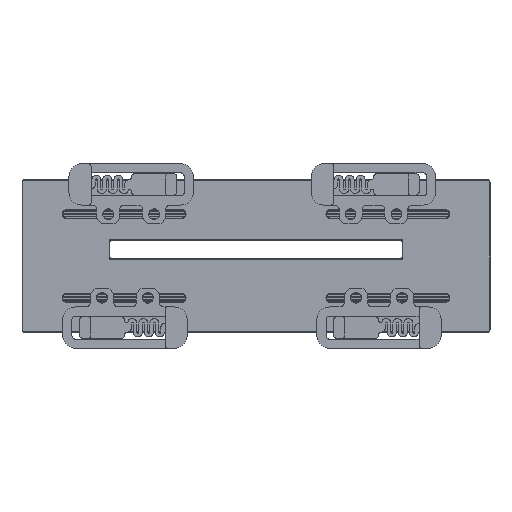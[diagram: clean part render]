
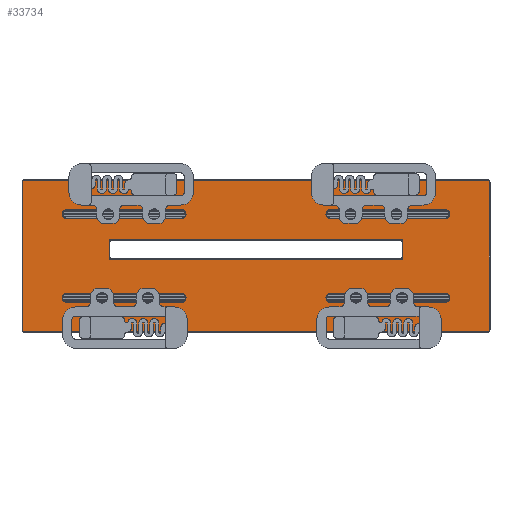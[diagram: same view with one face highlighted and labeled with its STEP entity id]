
A CAD part, front view. The second image highlights one B-rep face of the part: STEP entity #33734.
In plain terms, the highlighted planar face has unit normal (0, -1, 0).
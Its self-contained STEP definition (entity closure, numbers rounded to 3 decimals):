
#531=FACE_BOUND('',#5059,.T.);
#532=FACE_BOUND('',#5060,.T.);
#533=FACE_BOUND('',#5061,.T.);
#534=FACE_BOUND('',#5062,.T.);
#535=FACE_BOUND('',#5063,.T.);
#1231=CIRCLE('',#35953,2.);
#1232=CIRCLE('',#35954,2.);
#1233=CIRCLE('',#35955,2.);
#1234=CIRCLE('',#35956,2.);
#1235=CIRCLE('',#35957,2.);
#1236=CIRCLE('',#35958,2.);
#1237=CIRCLE('',#35959,2.);
#1238=CIRCLE('',#35960,2.);
#3055=FACE_OUTER_BOUND('',#5058,.T.);
#5058=EDGE_LOOP('',(#30411,#30412,#30413,#30414));
#5059=EDGE_LOOP('',(#30415,#30416,#30417,#30418));
#5060=EDGE_LOOP('',(#30419,#30420,#30421,#30422));
#5061=EDGE_LOOP('',(#30423,#30424,#30425,#30426));
#5062=EDGE_LOOP('',(#30427,#30428,#30429,#30430));
#5063=EDGE_LOOP('',(#30431,#30432,#30433,#30434));
#9058=LINE('',#56807,#13122);
#9064=LINE('',#56822,#13128);
#9085=LINE('',#56887,#13149);
#9102=LINE('',#56955,#13166);
#9105=LINE('',#56964,#13169);
#9106=LINE('',#56966,#13170);
#9107=LINE('',#56968,#13171);
#9108=LINE('',#56969,#13172);
#9109=LINE('',#56972,#13173);
#9110=LINE('',#56976,#13174);
#9111=LINE('',#56980,#13175);
#9112=LINE('',#56984,#13176);
#9113=LINE('',#56988,#13177);
#9114=LINE('',#56992,#13178);
#9115=LINE('',#56998,#13179);
#9116=LINE('',#57001,#13180);
#13122=VECTOR('',#44047,10.);
#13128=VECTOR('',#44063,10.);
#13149=VECTOR('',#44132,10.);
#13166=VECTOR('',#44215,10.);
#13169=VECTOR('',#44226,10.);
#13170=VECTOR('',#44227,10.);
#13171=VECTOR('',#44228,10.);
#13172=VECTOR('',#44229,10.);
#13173=VECTOR('',#44230,10.);
#13174=VECTOR('',#44233,10.);
#13175=VECTOR('',#44236,10.);
#13176=VECTOR('',#44239,10.);
#13177=VECTOR('',#44242,10.);
#13178=VECTOR('',#44245,10.);
#13179=VECTOR('',#44250,10.);
#13180=VECTOR('',#44253,10.);
#16290=VERTEX_POINT('',#56804);
#16291=VERTEX_POINT('',#56806);
#16295=VERTEX_POINT('',#56820);
#16315=VERTEX_POINT('',#56885);
#16334=VERTEX_POINT('',#56962);
#16335=VERTEX_POINT('',#56963);
#16336=VERTEX_POINT('',#56965);
#16337=VERTEX_POINT('',#56967);
#16338=VERTEX_POINT('',#56970);
#16339=VERTEX_POINT('',#56971);
#16340=VERTEX_POINT('',#56973);
#16341=VERTEX_POINT('',#56975);
#16342=VERTEX_POINT('',#56978);
#16343=VERTEX_POINT('',#56979);
#16344=VERTEX_POINT('',#56981);
#16345=VERTEX_POINT('',#56983);
#16346=VERTEX_POINT('',#56986);
#16347=VERTEX_POINT('',#56987);
#16348=VERTEX_POINT('',#56989);
#16349=VERTEX_POINT('',#56991);
#16350=VERTEX_POINT('',#56994);
#16351=VERTEX_POINT('',#56995);
#16352=VERTEX_POINT('',#56997);
#16353=VERTEX_POINT('',#56999);
#20970=EDGE_CURVE('',#16290,#16291,#9058,.T.);
#20978=EDGE_CURVE('',#16295,#16290,#9064,.T.);
#21011=EDGE_CURVE('',#16315,#16295,#9085,.T.);
#21046=EDGE_CURVE('',#16291,#16315,#9102,.T.);
#21049=EDGE_CURVE('',#16334,#16335,#9105,.T.);
#21050=EDGE_CURVE('',#16336,#16334,#9106,.T.);
#21051=EDGE_CURVE('',#16337,#16336,#9107,.T.);
#21052=EDGE_CURVE('',#16335,#16337,#9108,.T.);
#21053=EDGE_CURVE('',#16338,#16339,#9109,.T.);
#21054=EDGE_CURVE('',#16340,#16338,#1231,.T.);
#21055=EDGE_CURVE('',#16341,#16340,#9110,.T.);
#21056=EDGE_CURVE('',#16339,#16341,#1232,.T.);
#21057=EDGE_CURVE('',#16342,#16343,#9111,.T.);
#21058=EDGE_CURVE('',#16344,#16342,#1233,.T.);
#21059=EDGE_CURVE('',#16345,#16344,#9112,.T.);
#21060=EDGE_CURVE('',#16343,#16345,#1234,.T.);
#21061=EDGE_CURVE('',#16346,#16347,#9113,.T.);
#21062=EDGE_CURVE('',#16348,#16346,#1235,.T.);
#21063=EDGE_CURVE('',#16349,#16348,#9114,.T.);
#21064=EDGE_CURVE('',#16347,#16349,#1236,.T.);
#21065=EDGE_CURVE('',#16350,#16351,#1237,.T.);
#21066=EDGE_CURVE('',#16352,#16350,#9115,.T.);
#21067=EDGE_CURVE('',#16353,#16352,#1238,.T.);
#21068=EDGE_CURVE('',#16351,#16353,#9116,.T.);
#30411=ORIENTED_EDGE('',*,*,#21046,.F.);
#30412=ORIENTED_EDGE('',*,*,#20970,.F.);
#30413=ORIENTED_EDGE('',*,*,#20978,.F.);
#30414=ORIENTED_EDGE('',*,*,#21011,.F.);
#30415=ORIENTED_EDGE('',*,*,#21049,.F.);
#30416=ORIENTED_EDGE('',*,*,#21050,.F.);
#30417=ORIENTED_EDGE('',*,*,#21051,.F.);
#30418=ORIENTED_EDGE('',*,*,#21052,.F.);
#30419=ORIENTED_EDGE('',*,*,#21053,.F.);
#30420=ORIENTED_EDGE('',*,*,#21054,.F.);
#30421=ORIENTED_EDGE('',*,*,#21055,.F.);
#30422=ORIENTED_EDGE('',*,*,#21056,.F.);
#30423=ORIENTED_EDGE('',*,*,#21057,.F.);
#30424=ORIENTED_EDGE('',*,*,#21058,.F.);
#30425=ORIENTED_EDGE('',*,*,#21059,.F.);
#30426=ORIENTED_EDGE('',*,*,#21060,.F.);
#30427=ORIENTED_EDGE('',*,*,#21061,.F.);
#30428=ORIENTED_EDGE('',*,*,#21062,.F.);
#30429=ORIENTED_EDGE('',*,*,#21063,.F.);
#30430=ORIENTED_EDGE('',*,*,#21064,.F.);
#30431=ORIENTED_EDGE('',*,*,#21065,.F.);
#30432=ORIENTED_EDGE('',*,*,#21066,.F.);
#30433=ORIENTED_EDGE('',*,*,#21067,.F.);
#30434=ORIENTED_EDGE('',*,*,#21068,.F.);
#32080=PLANE('',#35952);
#33734=ADVANCED_FACE('',(#3055,#531,#532,#533,#534,#535),#32080,.T.);
#35952=AXIS2_PLACEMENT_3D('',#56961,#44224,#44225);
#35953=AXIS2_PLACEMENT_3D('',#56974,#44231,#44232);
#35954=AXIS2_PLACEMENT_3D('',#56977,#44234,#44235);
#35955=AXIS2_PLACEMENT_3D('',#56982,#44237,#44238);
#35956=AXIS2_PLACEMENT_3D('',#56985,#44240,#44241);
#35957=AXIS2_PLACEMENT_3D('',#56990,#44243,#44244);
#35958=AXIS2_PLACEMENT_3D('',#56993,#44246,#44247);
#35959=AXIS2_PLACEMENT_3D('',#56996,#44248,#44249);
#35960=AXIS2_PLACEMENT_3D('',#57000,#44251,#44252);
#44047=DIRECTION('',(1.,0.,0.));
#44063=DIRECTION('',(0.,0.,1.));
#44132=DIRECTION('',(-1.,0.,0.));
#44215=DIRECTION('',(0.,0.,-1.));
#44224=DIRECTION('center_axis',(0.,-1.,0.));
#44225=DIRECTION('ref_axis',(0.,0.,-1.));
#44226=DIRECTION('',(0.,0.,1.));
#44227=DIRECTION('',(1.,0.,0.));
#44228=DIRECTION('',(0.,0.,-1.));
#44229=DIRECTION('',(-1.,0.,0.));
#44230=DIRECTION('',(-1.,0.,0.));
#44231=DIRECTION('center_axis',(0.,-1.,0.));
#44232=DIRECTION('ref_axis',(0.,0.,-1.));
#44233=DIRECTION('',(1.,0.,0.));
#44234=DIRECTION('center_axis',(0.,-1.,0.));
#44235=DIRECTION('ref_axis',(0.,0.,1.));
#44236=DIRECTION('',(-1.,0.,0.));
#44237=DIRECTION('center_axis',(0.,-1.,0.));
#44238=DIRECTION('ref_axis',(0.,0.,-1.));
#44239=DIRECTION('',(1.,0.,0.));
#44240=DIRECTION('center_axis',(0.,-1.,0.));
#44241=DIRECTION('ref_axis',(0.,0.,1.));
#44242=DIRECTION('',(-1.,0.,0.));
#44243=DIRECTION('center_axis',(0.,-1.,0.));
#44244=DIRECTION('ref_axis',(0.,0.,-1.));
#44245=DIRECTION('',(1.,0.,0.));
#44246=DIRECTION('center_axis',(0.,-1.,0.));
#44247=DIRECTION('ref_axis',(0.,0.,1.));
#44248=DIRECTION('center_axis',(0.,-1.,0.));
#44249=DIRECTION('ref_axis',(0.,0.,-1.));
#44250=DIRECTION('',(1.,0.,0.));
#44251=DIRECTION('center_axis',(0.,-1.,0.));
#44252=DIRECTION('ref_axis',(0.,0.,1.));
#44253=DIRECTION('',(-1.,0.,0.));
#56804=CARTESIAN_POINT('',(-4.7,-6.,61.1));
#56806=CARTESIAN_POINT('',(198.675,-6.,61.1));
#56807=CARTESIAN_POINT('',(147.981,-6.,61.1));
#56820=CARTESIAN_POINT('',(-4.7,-6.,-4.7));
#56822=CARTESIAN_POINT('',(-4.7,-6.,44.8));
#56885=CARTESIAN_POINT('',(198.675,-6.,-4.7));
#56887=CARTESIAN_POINT('',(45.994,-6.,-4.7));
#56955=CARTESIAN_POINT('',(198.675,-6.,11.6));
#56961=CARTESIAN_POINT('Origin',(96.987,-6.,28.2));
#56962=CARTESIAN_POINT('',(161.027,-6.,26.7));
#56963=CARTESIAN_POINT('',(161.027,-6.,35.3));
#56964=CARTESIAN_POINT('',(161.027,-6.,31.6));
#56965=CARTESIAN_POINT('',(32.934,-6.,26.7));
#56966=CARTESIAN_POINT('',(65.111,-6.,26.7));
#56967=CARTESIAN_POINT('',(32.934,-6.,35.3));
#56968=CARTESIAN_POINT('',(32.934,-6.,31.6));
#56969=CARTESIAN_POINT('',(128.857,-6.,35.3));
#56970=CARTESIAN_POINT('',(64.487,-6.,48.4));
#56971=CARTESIAN_POINT('',(14.487,-6.,48.4));
#56972=CARTESIAN_POINT('',(55.737,-6.,48.4));
#56973=CARTESIAN_POINT('',(64.487,-6.,44.4));
#56974=CARTESIAN_POINT('Origin',(64.487,-6.,46.4));
#56975=CARTESIAN_POINT('',(14.487,-6.,44.4));
#56976=CARTESIAN_POINT('',(80.737,-6.,44.4));
#56977=CARTESIAN_POINT('Origin',(14.487,-6.,46.4));
#56978=CARTESIAN_POINT('',(179.487,-6.,48.4));
#56979=CARTESIAN_POINT('',(129.487,-6.,48.4));
#56980=CARTESIAN_POINT('',(113.237,-6.,48.4));
#56981=CARTESIAN_POINT('',(179.487,-6.,44.4));
#56982=CARTESIAN_POINT('Origin',(179.487,-6.,46.4));
#56983=CARTESIAN_POINT('',(129.487,-6.,44.4));
#56984=CARTESIAN_POINT('',(138.237,-6.,44.4));
#56985=CARTESIAN_POINT('Origin',(129.487,-6.,46.4));
#56986=CARTESIAN_POINT('',(64.487,-6.,12.));
#56987=CARTESIAN_POINT('',(14.487,-6.,12.));
#56988=CARTESIAN_POINT('',(55.737,-6.,12.));
#56989=CARTESIAN_POINT('',(64.487,-6.,8.));
#56990=CARTESIAN_POINT('Origin',(64.487,-6.,10.));
#56991=CARTESIAN_POINT('',(14.487,-6.,8.));
#56992=CARTESIAN_POINT('',(80.737,-6.,8.));
#56993=CARTESIAN_POINT('Origin',(14.487,-6.,10.));
#56994=CARTESIAN_POINT('',(179.487,-6.,8.));
#56995=CARTESIAN_POINT('',(179.487,-6.,12.));
#56996=CARTESIAN_POINT('Origin',(179.487,-6.,10.));
#56997=CARTESIAN_POINT('',(129.487,-6.,8.));
#56998=CARTESIAN_POINT('',(138.237,-6.,8.));
#56999=CARTESIAN_POINT('',(129.487,-6.,12.));
#57000=CARTESIAN_POINT('Origin',(129.487,-6.,10.));
#57001=CARTESIAN_POINT('',(113.237,-6.,12.));
